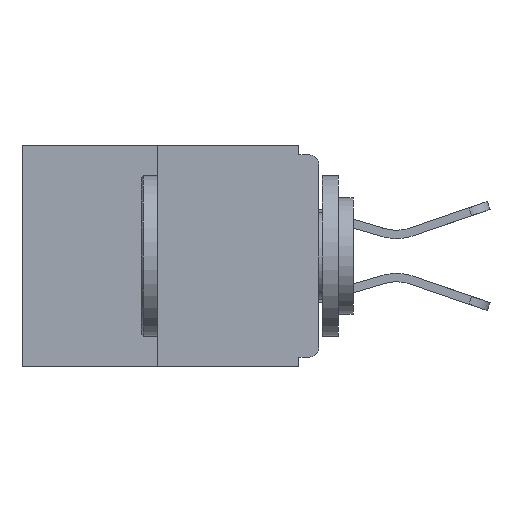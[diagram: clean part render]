
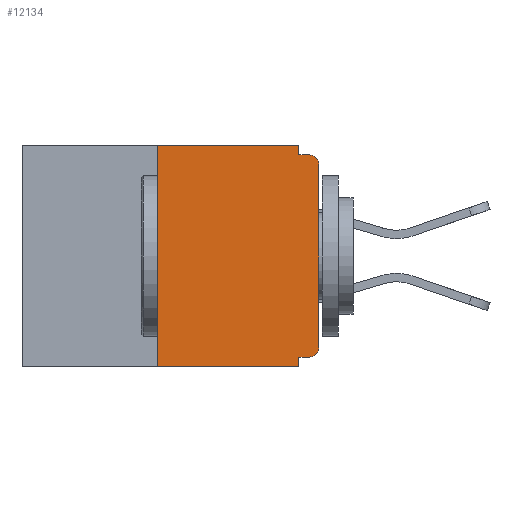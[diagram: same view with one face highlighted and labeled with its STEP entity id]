
A CAD part, left-side view. The second image highlights one B-rep face of the part: STEP entity #12134.
In plain terms, the highlighted planar face has unit normal (-1, 0, 0).
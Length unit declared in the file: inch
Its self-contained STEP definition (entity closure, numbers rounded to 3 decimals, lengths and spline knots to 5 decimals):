
#392 = DIRECTION ( 'NONE',  ( 0., 0., 1. ) ) ;
#422 = EDGE_CURVE ( 'NONE', #6834, #9701, #2650, .T. ) ;
#464 = CARTESIAN_POINT ( 'NONE',  ( 0., 0., -0.03 ) ) ;
#662 = EDGE_CURVE ( 'NONE', #9701, #11833, #10854, .T. ) ;
#944 = DIRECTION ( 'NONE',  ( -1., 0., 0. ) ) ;
#977 = CARTESIAN_POINT ( 'NONE',  ( 0., 0.015, -0.313 ) ) ;
#1199 = VERTEX_POINT ( 'NONE', #8508 ) ;
#1389 = LINE ( 'NONE', #3063, #3210 ) ;
#1469 = EDGE_CURVE ( 'NONE', #2906, #6834, #5986, .T. ) ;
#1655 = VERTEX_POINT ( 'NONE', #9930 ) ;
#1757 = CARTESIAN_POINT ( 'NONE',  ( 0., 0.015, -0.015 ) ) ;
#1966 = DIRECTION ( 'NONE',  ( 1., 0., 0. ) ) ;
#2026 = DIRECTION ( 'NONE',  ( 0., 0., -1. ) ) ;
#2114 = EDGE_CURVE ( 'NONE', #5171, #12387, #8093, .T. ) ;
#2123 = EDGE_CURVE ( 'NONE', #2906, #8681, #1389, .T. ) ;
#2265 = VECTOR ( 'NONE', #2641, 39.37008 ) ;
#2375 = EDGE_CURVE ( 'NONE', #8681, #1199, #3959, .T. ) ;
#2593 = EDGE_CURVE ( 'NONE', #5610, #1199, #10045, .T. ) ;
#2641 = DIRECTION ( 'NONE',  ( 0., -1., 0. ) ) ;
#2650 = LINE ( 'NONE', #3112, #6167 ) ;
#2892 = CARTESIAN_POINT ( 'NONE',  ( 0., 0.46, 0. ) ) ;
#2906 = VERTEX_POINT ( 'NONE', #3023 ) ;
#3023 = CARTESIAN_POINT ( 'NONE',  ( 0., 0.015, -0.328 ) ) ;
#3063 = CARTESIAN_POINT ( 'NONE',  ( 0., 0., -0.328 ) ) ;
#3112 = CARTESIAN_POINT ( 'NONE',  ( 0., 0., 0. ) ) ;
#3210 = VECTOR ( 'NONE', #9870, 39.37008 ) ;
#3621 = DIRECTION ( 'NONE',  ( 0., 0., 1. ) ) ;
#3959 = LINE ( 'NONE', #7222, #5500 ) ;
#4050 = PLANE ( 'NONE',  #11458 ) ;
#4292 = EDGE_CURVE ( 'NONE', #1655, #11833, #7155, .T. ) ;
#4306 = ORIENTED_EDGE ( 'NONE', *, *, #10903, .F. ) ;
#4636 = CARTESIAN_POINT ( 'NONE',  ( 0., 0.46, -0.343 ) ) ;
#4677 = CARTESIAN_POINT ( 'NONE',  ( 0., 0.031, 0. ) ) ;
#4681 = ORIENTED_EDGE ( 'NONE', *, *, #10414, .F. ) ;
#4730 = CARTESIAN_POINT ( 'NONE',  ( 0., 0.25, 0. ) ) ;
#4815 = DIRECTION ( 'NONE',  ( 0., 0., -1. ) ) ;
#4914 = ORIENTED_EDGE ( 'NONE', *, *, #2114, .F. ) ;
#5005 = CARTESIAN_POINT ( 'NONE',  ( 0., 0.031, -0.328 ) ) ;
#5171 = VERTEX_POINT ( 'NONE', #4730 ) ;
#5249 = ORIENTED_EDGE ( 'NONE', *, *, #2375, .F. ) ;
#5500 = VECTOR ( 'NONE', #12194, 39.37008 ) ;
#5610 = VERTEX_POINT ( 'NONE', #12560 ) ;
#5826 = AXIS2_PLACEMENT_3D ( 'NONE', #8617, #9427, #11355 ) ;
#5986 = CIRCLE ( 'NONE', #8128, 0.015 ) ;
#6167 = VECTOR ( 'NONE', #3621, 39.37008 ) ;
#6473 = CARTESIAN_POINT ( 'NONE',  ( 0., 0., -0.015 ) ) ;
#6834 = VERTEX_POINT ( 'NONE', #8616 ) ;
#6868 = LINE ( 'NONE', #11136, #7607 ) ;
#7155 = LINE ( 'NONE', #6473, #2265 ) ;
#7222 = CARTESIAN_POINT ( 'NONE',  ( 0., 0.031, -0.343 ) ) ;
#7474 = VECTOR ( 'NONE', #8550, 39.37008 ) ;
#7607 = VECTOR ( 'NONE', #392, 39.37008 ) ;
#7623 = ORIENTED_EDGE ( 'NONE', *, *, #422, .T. ) ;
#7697 = CARTESIAN_POINT ( 'NONE',  ( 0., 0.031, 0. ) ) ;
#7750 = VECTOR ( 'NONE', #9638, 39.37008 ) ;
#7942 = ORIENTED_EDGE ( 'NONE', *, *, #662, .T. ) ;
#8093 = LINE ( 'NONE', #2892, #12321 ) ;
#8128 = AXIS2_PLACEMENT_3D ( 'NONE', #977, #944, #2026 ) ;
#8486 = ORIENTED_EDGE ( 'NONE', *, *, #4292, .F. ) ;
#8508 = CARTESIAN_POINT ( 'NONE',  ( 0., 0.031, -0.343 ) ) ;
#8550 = DIRECTION ( 'NONE',  ( 0., -1., 0. ) ) ;
#8616 = CARTESIAN_POINT ( 'NONE',  ( 0., 0., -0.313 ) ) ;
#8617 = CARTESIAN_POINT ( 'NONE',  ( 0., 0.015, -0.03 ) ) ;
#8681 = VERTEX_POINT ( 'NONE', #5005 ) ;
#8756 = CARTESIAN_POINT ( 'NONE',  ( 0., 0.46, 0. ) ) ;
#9248 = FACE_OUTER_BOUND ( 'NONE', #12017, .T. ) ;
#9427 = DIRECTION ( 'NONE',  ( -1., 0., 0. ) ) ;
#9638 = DIRECTION ( 'NONE',  ( 0., 0., -1. ) ) ;
#9701 = VERTEX_POINT ( 'NONE', #464 ) ;
#9870 = DIRECTION ( 'NONE',  ( 0., 1., 0. ) ) ;
#9930 = CARTESIAN_POINT ( 'NONE',  ( 0., 0.031, -0.015 ) ) ;
#10045 = LINE ( 'NONE', #4636, #7474 ) ;
#10336 = LINE ( 'NONE', #7697, #7750 ) ;
#10414 = EDGE_CURVE ( 'NONE', #12387, #1655, #10336, .T. ) ;
#10854 = CIRCLE ( 'NONE', #5826, 0.015 ) ;
#10893 = ORIENTED_EDGE ( 'NONE', *, *, #2123, .F. ) ;
#10903 = EDGE_CURVE ( 'NONE', #5610, #5171, #6868, .T. ) ;
#10940 = ORIENTED_EDGE ( 'NONE', *, *, #2593, .T. ) ;
#11136 = CARTESIAN_POINT ( 'NONE',  ( 0., 0.25, 0. ) ) ;
#11355 = DIRECTION ( 'NONE',  ( 0., 0., -1. ) ) ;
#11458 = AXIS2_PLACEMENT_3D ( 'NONE', #8756, #1966, #4815 ) ;
#11479 = ORIENTED_EDGE ( 'NONE', *, *, #1469, .T. ) ;
#11659 = DIRECTION ( 'NONE',  ( 0., -1., 0. ) ) ;
#11833 = VERTEX_POINT ( 'NONE', #1757 ) ;
#12017 = EDGE_LOOP ( 'NONE', ( #4914, #4306, #10940, #5249, #10893, #11479, #7623, #7942, #8486, #4681 ) ) ;
#12134 = ADVANCED_FACE ( 'NONE', ( #9248 ), #4050, .F. ) ;
#12194 = DIRECTION ( 'NONE',  ( 0., 0., -1. ) ) ;
#12321 = VECTOR ( 'NONE', #11659, 39.37008 ) ;
#12387 = VERTEX_POINT ( 'NONE', #4677 ) ;
#12560 = CARTESIAN_POINT ( 'NONE',  ( 0., 0.25, -0.343 ) ) ;
